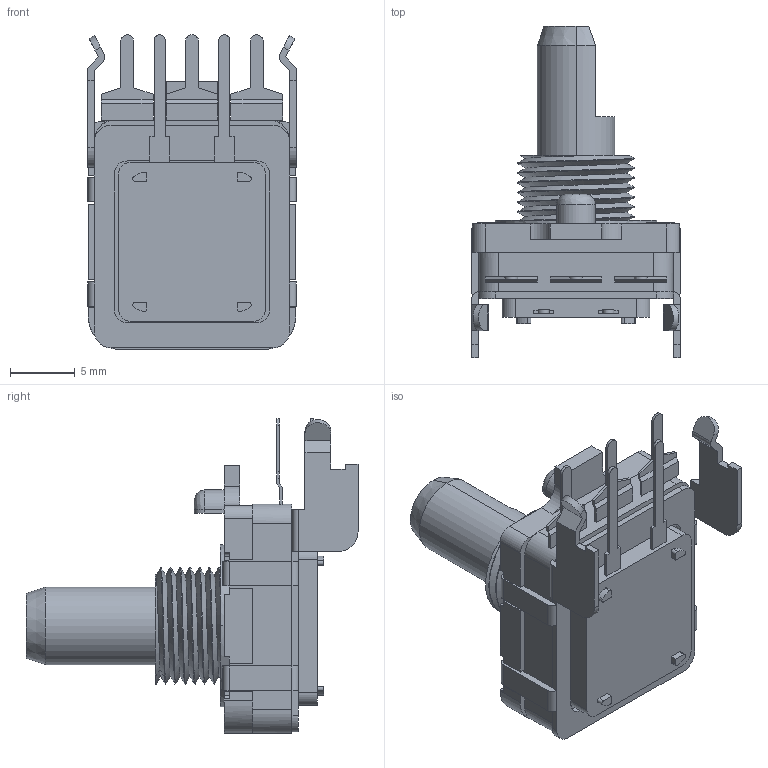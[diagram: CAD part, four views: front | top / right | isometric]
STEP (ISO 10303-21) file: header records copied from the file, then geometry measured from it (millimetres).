
FILE_DESCRIPTION(('FreeCAD Model'),'2;1');
FILE_NAME('Bourns_PEC16-2X15F-SXXXX.stp','2020-05-16T18:48:48',('Author'),(''), 'Open CASCADE STEP processor 7.3','FreeCAD','Unknown');
FILE_SCHEMA(('AUTOMOTIVE_DESIGN { 1 0 10303 214 1 1 1 1 }'));
Length unit declared in the file: millimetre
Products named in the file (1): PEC16
Bounding box: 16.1 x 25.65 x 24.3 mm (x, y, z)
Volume: 1980.1 mm3; surface area: 2442.9 mm2
Topology: 2 solids, 6 shells, 339 faces, 2823 edges, 8148 vertices
Faces by surface type: plane 227, cylinder 98, bspline 7, cone 7
Entity records: 43114 total; most frequent: CARTESIAN_POINT 17631, DIRECTION 4065, LINE 1983, VECTOR 1983, GEOMETRIC_CURVE_SET 1883, ORIENTED_EDGE 1882, TRIMMED_CURVE 1882, AXIS2_PLACEMENT_3D 1041
